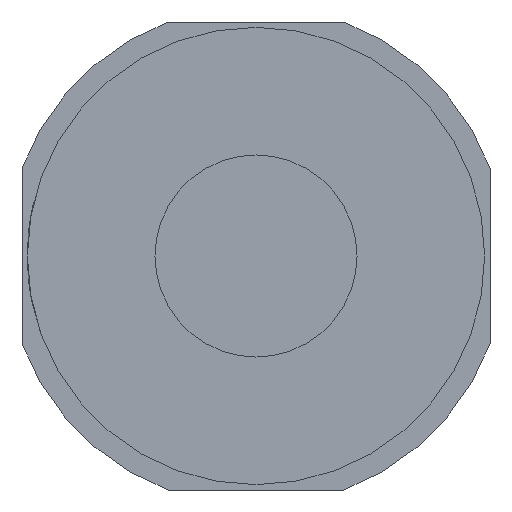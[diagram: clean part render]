
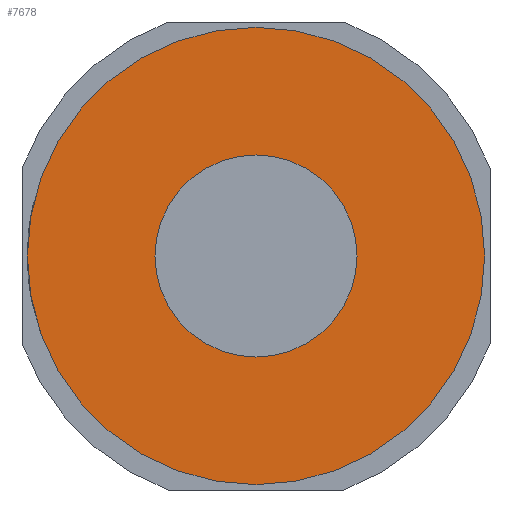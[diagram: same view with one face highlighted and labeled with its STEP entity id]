
A CAD part, left-side view. The second image highlights one B-rep face of the part: STEP entity #7678.
In plain terms, the highlighted planar face has unit normal (-1, 0, 0).
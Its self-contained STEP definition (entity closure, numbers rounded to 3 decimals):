
#638 = CARTESIAN_POINT ( 'NONE',  ( 0., 0., 19. ) ) ;
#639 = CARTESIAN_POINT ( 'NONE',  ( 0., 0., -19. ) ) ;
#643 = CARTESIAN_POINT ( 'NONE',  ( 0., 0., -43. ) ) ;
#644 = CARTESIAN_POINT ( 'NONE',  ( 0., 0., 43. ) ) ;
#744 = CIRCLE ( 'NONE', #750, 19. ) ;
#749 = CIRCLE ( 'NONE', #753, 43. ) ;
#750 = AXIS2_PLACEMENT_3D ( 'NONE', #5490, #5491, #5492 ) ;
#753 = AXIS2_PLACEMENT_3D ( 'NONE', #5498, #5499, #5500 ) ;
#766 = AXIS2_PLACEMENT_3D ( 'NONE', #5554, #5552, #5560 ) ;
#825 = CIRCLE ( 'NONE', #827, 43. ) ;
#827 = AXIS2_PLACEMENT_3D ( 'NONE', #1788, #1789, #1790 ) ;
#828 = CIRCLE ( 'NONE', #833, 19. ) ;
#833 = AXIS2_PLACEMENT_3D ( 'NONE', #1801, #1802, #1803 ) ;
#1788 = CARTESIAN_POINT ( 'NONE',  ( 0., 0., 0. ) ) ;
#1789 = DIRECTION ( 'NONE',  ( -1., 0., 0. ) ) ;
#1790 = DIRECTION ( 'NONE',  ( 0., 0., 1. ) ) ;
#1801 = CARTESIAN_POINT ( 'NONE',  ( 0., 0., 0. ) ) ;
#1802 = DIRECTION ( 'NONE',  ( -1., 0., 0. ) ) ;
#1803 = DIRECTION ( 'NONE',  ( 0., 0., 1. ) ) ;
#5490 = CARTESIAN_POINT ( 'NONE',  ( 0., 0., 0. ) ) ;
#5491 = DIRECTION ( 'NONE',  ( -1., 0., 0. ) ) ;
#5492 = DIRECTION ( 'NONE',  ( 0., 0., 1. ) ) ;
#5498 = CARTESIAN_POINT ( 'NONE',  ( 0., 0., 0. ) ) ;
#5499 = DIRECTION ( 'NONE',  ( -1., 0., 0. ) ) ;
#5500 = DIRECTION ( 'NONE',  ( 0., 0., 1. ) ) ;
#5552 = DIRECTION ( 'NONE',  ( 1., 0., 0. ) ) ;
#5554 = CARTESIAN_POINT ( 'NONE',  ( 0., 19., 0. ) ) ;
#5555 = FACE_BOUND ( 'NONE', #6779, .T. ) ;
#5557 = FACE_OUTER_BOUND ( 'NONE', #6774, .T. ) ;
#5558 = PLANE ( 'NONE',  #766 ) ;
#5560 = DIRECTION ( 'NONE',  ( 0., 0., -1. ) ) ;
#6337 = ORIENTED_EDGE ( 'NONE', *, *, #7665, .F. ) ;
#6338 = ORIENTED_EDGE ( 'NONE', *, *, #7773, .F. ) ;
#6339 = ORIENTED_EDGE ( 'NONE', *, *, #7769, .T. ) ;
#6340 = ORIENTED_EDGE ( 'NONE', *, *, #7667, .T. ) ;
#6774 = EDGE_LOOP ( 'NONE', ( #6339, #6340 ) ) ;
#6779 = EDGE_LOOP ( 'NONE', ( #6337, #6338 ) ) ;
#7665 = EDGE_CURVE ( 'NONE', #8056, #8057, #744, .T. ) ;
#7667 = EDGE_CURVE ( 'NONE', #8061, #8062, #749, .T. ) ;
#7678 = ADVANCED_FACE ( 'NONE', ( #5555, #5557 ), #5558, .F. ) ;
#7769 = EDGE_CURVE ( 'NONE', #8062, #8061, #825, .T. ) ;
#7773 = EDGE_CURVE ( 'NONE', #8057, #8056, #828, .T. ) ;
#8056 = VERTEX_POINT ( 'NONE', #638 ) ;
#8057 = VERTEX_POINT ( 'NONE', #639 ) ;
#8061 = VERTEX_POINT ( 'NONE', #643 ) ;
#8062 = VERTEX_POINT ( 'NONE', #644 ) ;
